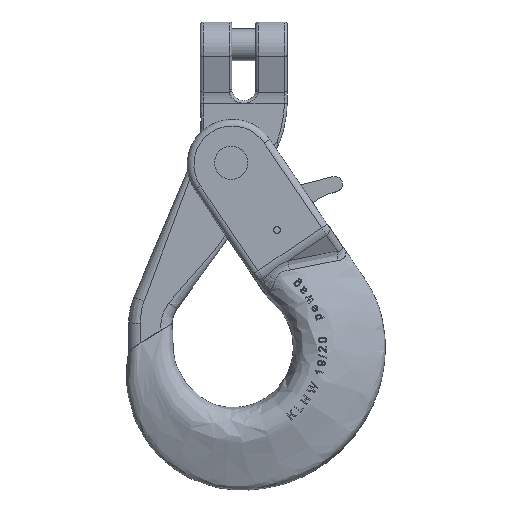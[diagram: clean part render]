
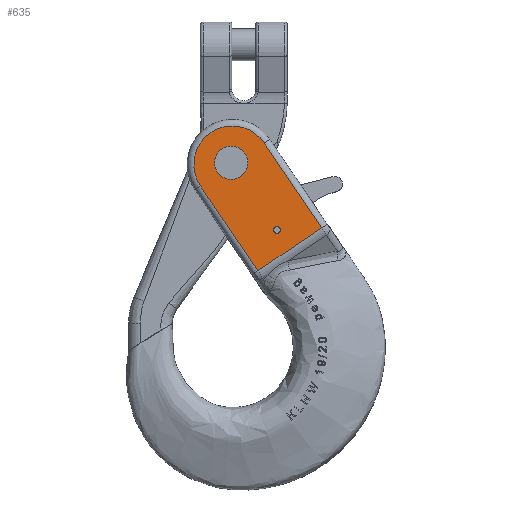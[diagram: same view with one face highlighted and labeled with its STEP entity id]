
A CAD part, top view. The second image highlights one B-rep face of the part: STEP entity #635.
In plain terms, the highlighted planar face has unit normal (0, 0, 1).
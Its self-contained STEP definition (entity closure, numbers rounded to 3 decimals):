
#348=FACE_BOUND('',#1391,.T.);
#349=FACE_BOUND('',#1392,.T.);
#350=FACE_BOUND('',#1393,.T.);
#484=CIRCLE('',#5500,12.5);
#486=CIRCLE('',#5503,2.5);
#490=CIRCLE('',#5511,28.818);
#635=ADVANCED_FACE('',(#348,#349,#350),#960,.T.);
#960=PLANE('',#5512);
#1391=EDGE_LOOP('',(#2171));
#1392=EDGE_LOOP('',(#2172));
#1393=EDGE_LOOP('',(#2173,#2174,#2175,#2176));
#2171=ORIENTED_EDGE('',*,*,#4164,.F.);
#2172=ORIENTED_EDGE('',*,*,#4162,.F.);
#2173=ORIENTED_EDGE('',*,*,#4183,.T.);
#2174=ORIENTED_EDGE('',*,*,#4184,.T.);
#2175=ORIENTED_EDGE('',*,*,#4185,.T.);
#2176=ORIENTED_EDGE('',*,*,#4186,.T.);
#3672=VERTEX_POINT('',#6925);
#3674=VERTEX_POINT('',#6930);
#3691=VERTEX_POINT('',#6997);
#3692=VERTEX_POINT('',#6998);
#3693=VERTEX_POINT('',#7000);
#3694=VERTEX_POINT('',#7002);
#4162=EDGE_CURVE('',#3672,#3672,#484,.T.);
#4164=EDGE_CURVE('',#3674,#3674,#486,.T.);
#4183=EDGE_CURVE('',#3691,#3692,#4982,.T.);
#4184=EDGE_CURVE('',#3692,#3693,#4983,.T.);
#4185=EDGE_CURVE('',#3693,#3694,#490,.T.);
#4186=EDGE_CURVE('',#3694,#3691,#4984,.T.);
#4982=LINE('',#6996,#5221);
#4983=LINE('',#6999,#5222);
#4984=LINE('',#7003,#5223);
#5221=VECTOR('',#5915,1.);
#5222=VECTOR('',#5916,1.);
#5223=VECTOR('',#5919,1.);
#5500=AXIS2_PLACEMENT_3D('',#6924,#5883,#5884);
#5503=AXIS2_PLACEMENT_3D('',#6929,#5889,#5890);
#5511=AXIS2_PLACEMENT_3D('',#7001,#5917,#5918);
#5512=AXIS2_PLACEMENT_3D('',#7004,#5920,#5921);
#5883=DIRECTION('',(0.,0.,1.));
#5884=DIRECTION('',(1.,0.,0.));
#5889=DIRECTION('',(0.,0.,1.));
#5890=DIRECTION('',(1.,0.,0.));
#5915=DIRECTION('',(0.829,0.559,0.));
#5916=DIRECTION('',(-0.559,0.829,0.));
#5917=DIRECTION('',(0.,0.,1.));
#5918=DIRECTION('',(1.,0.,0.));
#5919=DIRECTION('',(0.559,-0.829,0.));
#5920=DIRECTION('',(0.,0.,1.));
#5921=DIRECTION('',(1.,0.,0.));
#6924=CARTESIAN_POINT('',(-1.538,138.3,28.));
#6925=CARTESIAN_POINT('',(10.962,138.3,28.));
#6929=CARTESIAN_POINT('',(32.822,87.896,28.));
#6930=CARTESIAN_POINT('',(35.322,87.896,28.));
#6996=CARTESIAN_POINT('',(70.326,92.265,28.));
#6997=CARTESIAN_POINT('',(18.399,57.239,28.));
#6998=CARTESIAN_POINT('',(66.181,89.469,28.));
#6999=CARTESIAN_POINT('',(23.263,153.097,28.));
#7000=CARTESIAN_POINT('',(23.263,153.097,28.));
#7001=CARTESIAN_POINT('',(-0.628,136.982,28.));
#7002=CARTESIAN_POINT('',(-24.519,120.868,28.));
#7003=CARTESIAN_POINT('',(18.399,57.239,28.));
#7004=CARTESIAN_POINT('',(56.23,63.743,28.));
